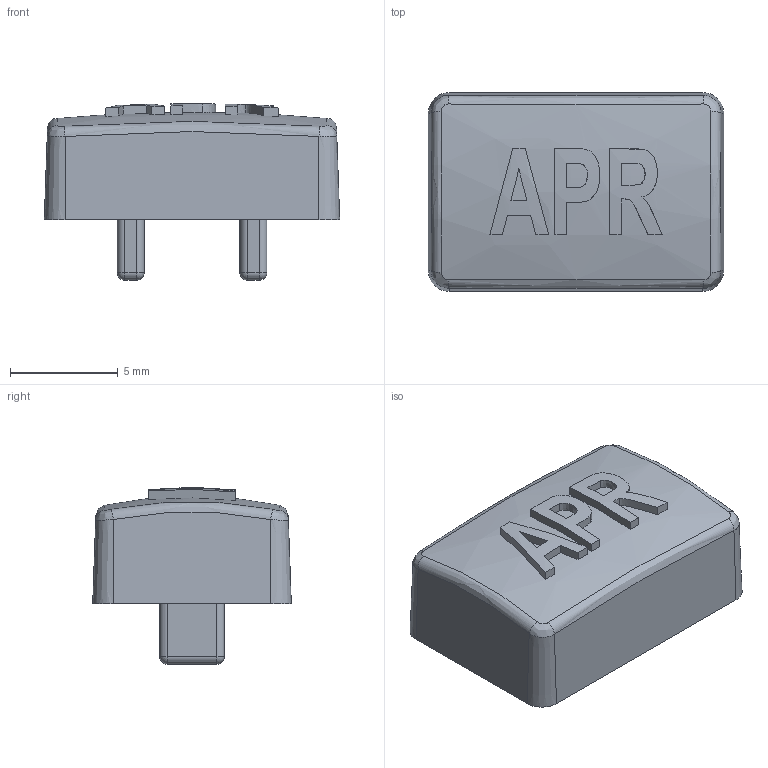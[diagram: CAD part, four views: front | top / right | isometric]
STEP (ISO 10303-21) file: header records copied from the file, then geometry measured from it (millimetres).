
FILE_DESCRIPTION(/* description */ (''),/* implementation_level */ '2;1');
FILE_NAME(/* name */ 'AP_button_APR.stp',/* time_stamp */ '2024-10-05T22:11:14-07:00',/* author */ (''),/* organization */ (''),/* preprocessor_version */ 'ST-DEVELOPER v18.1',/* originating_system */ 'SIEMENS PLM Software NX 1996',/* authorisation */ '');
FILE_SCHEMA (('AUTOMOTIVE_DESIGN { 1 0 10303 214 3 1 1 1 }'));
Length unit declared in the file: millimetre
Products named in the file (1): freg63601562sj47
Bounding box: 13.73 x 9.23 x 8.2 mm (x, y, z)
Volume: 332.1 mm3; surface area: 697.4 mm2
Topology: 1 solids, 1 shells, 194 faces, 480 edges, 276 vertices
Faces by surface type: bspline 76, plane 59, cylinder 32, sphere 12, extrusion 11, cone 4
Entity records: 7987 total; most frequent: CARTESIAN_POINT 3958, ORIENTED_EDGE 920, DIRECTION 575, EDGE_CURVE 460, VERTEX_POINT 276, B_SPLINE_CURVE_WITH_KNOTS 227, AXIS2_PLACEMENT_3D 212, EDGE_LOOP 202
